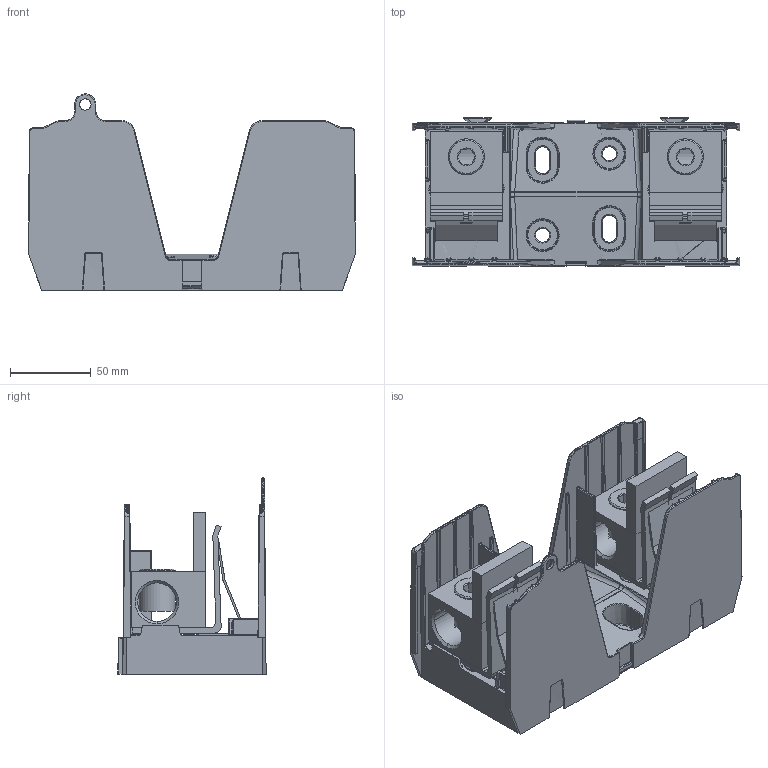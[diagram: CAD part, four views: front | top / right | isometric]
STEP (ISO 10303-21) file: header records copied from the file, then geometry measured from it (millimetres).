
FILE_DESCRIPTION (( 'STEP AP203' ), '1' );
FILE_NAME ('JM60400-1CR-1.step', '2021-12-07T12:15:15', ( '' ), ( '' ), 'SwSTEP 2.0', 'SolidWorks 2021', '' );
FILE_SCHEMA (( 'CONFIG_CONTROL_DESIGN' ));
Products named in the file (1): JM60400-1CR-1
Bounding box: 202.1 x 91.48 x 121.1 mm (x, y, z)
Surface area: 167890.9 mm2 (no closed solid volume)
Topology: 0 solids, 14 shells, 972 faces, 2586 edges, 1562 vertices
Faces by surface type: cylinder 418, plane 287, bspline 225, cone 41, sphere 1
Entity records: 51208 total; most frequent: CARTESIAN_POINT 29810, ORIENTED_EDGE 4706, DIRECTION 3794, EDGE_CURVE 2549, VERTEX_POINT 1558, AXIS2_PLACEMENT_3D 1279, VECTOR 1236, LINE 1236
